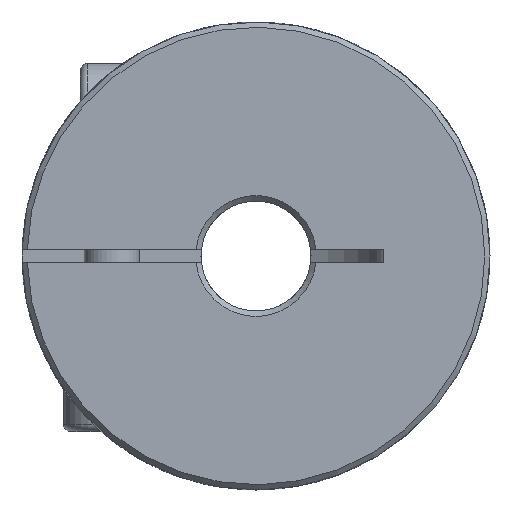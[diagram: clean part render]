
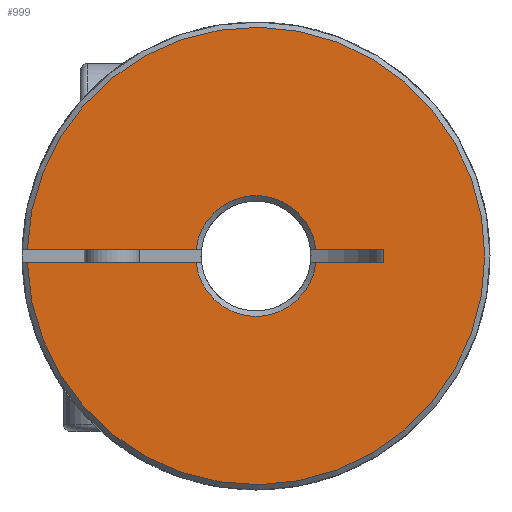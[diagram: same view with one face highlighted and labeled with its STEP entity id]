
A CAD part, left-side view. The second image highlights one B-rep face of the part: STEP entity #999.
In plain terms, the highlighted planar face has unit normal (-1, 0, 0).
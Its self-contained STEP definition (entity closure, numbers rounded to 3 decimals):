
#360 = EDGE_CURVE ( 'NONE', #1038, #1043, #1841, .T. ) ;
#363 = EDGE_CURVE ( 'NONE', #1041, #604, #1839, .T. ) ;
#364 = EDGE_CURVE ( 'NONE', #1040, #1033, #1844, .T. ) ;
#365 = EDGE_CURVE ( 'NONE', #1038, #1039, #1842, .T. ) ;
#366 = EDGE_CURVE ( 'NONE', #1040, #1039, #1848, .T. ) ;
#367 = EDGE_CURVE ( 'NONE', #1042, #1043, #1834, .T. ) ;
#369 = EDGE_CURVE ( 'NONE', #1042, #1041, #1855, .T. ) ;
#419 = EDGE_CURVE ( 'NONE', #604, #1033, #2740, .T. ) ;
#604 = VERTEX_POINT ( 'NONE', #3097 ) ;
#608 = EDGE_LOOP ( 'NONE', ( #1174, #1175, #1176, #1177, #1178, #1179, #1180, #1181 ) ) ;
#999 = ADVANCED_FACE ( 'NONE', ( #2838 ), #3282, .T. ) ;
#1033 = VERTEX_POINT ( 'NONE', #3412 ) ;
#1038 = VERTEX_POINT ( 'NONE', #3416 ) ;
#1039 = VERTEX_POINT ( 'NONE', #3417 ) ;
#1040 = VERTEX_POINT ( 'NONE', #3418 ) ;
#1041 = VERTEX_POINT ( 'NONE', #3419 ) ;
#1042 = VERTEX_POINT ( 'NONE', #3420 ) ;
#1043 = VERTEX_POINT ( 'NONE', #3421 ) ;
#1174 = ORIENTED_EDGE ( 'NONE', *, *, #365, .T. ) ;
#1175 = ORIENTED_EDGE ( 'NONE', *, *, #366, .F. ) ;
#1176 = ORIENTED_EDGE ( 'NONE', *, *, #364, .T. ) ;
#1177 = ORIENTED_EDGE ( 'NONE', *, *, #419, .F. ) ;
#1178 = ORIENTED_EDGE ( 'NONE', *, *, #363, .F. ) ;
#1179 = ORIENTED_EDGE ( 'NONE', *, *, #369, .F. ) ;
#1180 = ORIENTED_EDGE ( 'NONE', *, *, #367, .T. ) ;
#1181 = ORIENTED_EDGE ( 'NONE', *, *, #360, .F. ) ;
#1834 = LINE ( 'NONE', #2366, #1850 ) ;
#1837 = VECTOR ( 'NONE', #2363, 1000. ) ;
#1839 = LINE ( 'NONE', #2362, #1837 ) ;
#1841 = CIRCLE ( 'NONE', #2390, 4.381 ) ;
#1842 = LINE ( 'NONE', #2321, #1846 ) ;
#1844 = LINE ( 'NONE', #2364, #1845 ) ;
#1845 = VECTOR ( 'NONE', #2365, 1000. ) ;
#1846 = VECTOR ( 'NONE', #2367, 1000. ) ;
#1848 = LINE ( 'NONE', #2369, #1849 ) ;
#1849 = VECTOR ( 'NONE', #2040, 1000. ) ;
#1850 = VECTOR ( 'NONE', #2561, 1000. ) ;
#1855 = CIRCLE ( 'NONE', #2386, 16.619 ) ;
#2040 = DIRECTION ( 'NONE',  ( 0., 0., 1. ) ) ;
#2313 = CARTESIAN_POINT ( 'NONE',  ( -15.65, 0., 0. ) ) ;
#2319 = DIRECTION ( 'NONE',  ( -1., 0., 0. ) ) ;
#2320 = DIRECTION ( 'NONE',  ( 0., -1., 0. ) ) ;
#2321 = CARTESIAN_POINT ( 'NONE',  ( -15.65, -9.229, 0.5 ) ) ;
#2362 = CARTESIAN_POINT ( 'NONE',  ( -15.65, 0., -0.5 ) ) ;
#2363 = DIRECTION ( 'NONE',  ( 0., -1., 0. ) ) ;
#2364 = CARTESIAN_POINT ( 'NONE',  ( -15.65, -9.229, -0.5 ) ) ;
#2365 = DIRECTION ( 'NONE',  ( 0., 1., 0. ) ) ;
#2366 = CARTESIAN_POINT ( 'NONE',  ( -15.65, 0., 0.5 ) ) ;
#2367 = DIRECTION ( 'NONE',  ( 0., -1., 0. ) ) ;
#2369 = CARTESIAN_POINT ( 'NONE',  ( -15.65, -9.229, -13.531 ) ) ;
#2386 = AXIS2_PLACEMENT_3D ( 'NONE', #2565, #2567, #2568 ) ;
#2390 = AXIS2_PLACEMENT_3D ( 'NONE', #2313, #2319, #2320 ) ;
#2416 = AXIS2_PLACEMENT_3D ( 'NONE', #2693, #2703, #2704 ) ;
#2475 = AXIS2_PLACEMENT_3D ( 'NONE', #3275, #3285, #3286 ) ;
#2561 = DIRECTION ( 'NONE',  ( 0., -1., 0. ) ) ;
#2565 = CARTESIAN_POINT ( 'NONE',  ( -15.65, 0., 0. ) ) ;
#2567 = DIRECTION ( 'NONE',  ( 1., 0., 0. ) ) ;
#2568 = DIRECTION ( 'NONE',  ( 0., -1., 0. ) ) ;
#2693 = CARTESIAN_POINT ( 'NONE',  ( -15.65, 0., 0. ) ) ;
#2703 = DIRECTION ( 'NONE',  ( -1., 0., 0. ) ) ;
#2704 = DIRECTION ( 'NONE',  ( 0., -1., 0. ) ) ;
#2740 = CIRCLE ( 'NONE', #2416, 4.381 ) ;
#2838 = FACE_OUTER_BOUND ( 'NONE', #608, .T. ) ;
#3097 = CARTESIAN_POINT ( 'NONE',  ( -15.65, 4.352, -0.5 ) ) ;
#3275 = CARTESIAN_POINT ( 'NONE',  ( -15.65, 0., 0. ) ) ;
#3282 = PLANE ( 'NONE',  #2475 ) ;
#3285 = DIRECTION ( 'NONE',  ( -1., 0., 0. ) ) ;
#3286 = DIRECTION ( 'NONE',  ( 0., -1., 0. ) ) ;
#3412 = CARTESIAN_POINT ( 'NONE',  ( -15.65, -4.352, -0.5 ) ) ;
#3416 = CARTESIAN_POINT ( 'NONE',  ( -15.65, -4.352, 0.5 ) ) ;
#3417 = CARTESIAN_POINT ( 'NONE',  ( -15.65, -9.229, 0.5 ) ) ;
#3418 = CARTESIAN_POINT ( 'NONE',  ( -15.65, -9.229, -0.5 ) ) ;
#3419 = CARTESIAN_POINT ( 'NONE',  ( -15.65, 16.611, -0.5 ) ) ;
#3420 = CARTESIAN_POINT ( 'NONE',  ( -15.65, 16.611, 0.5 ) ) ;
#3421 = CARTESIAN_POINT ( 'NONE',  ( -15.65, 4.352, 0.5 ) ) ;
